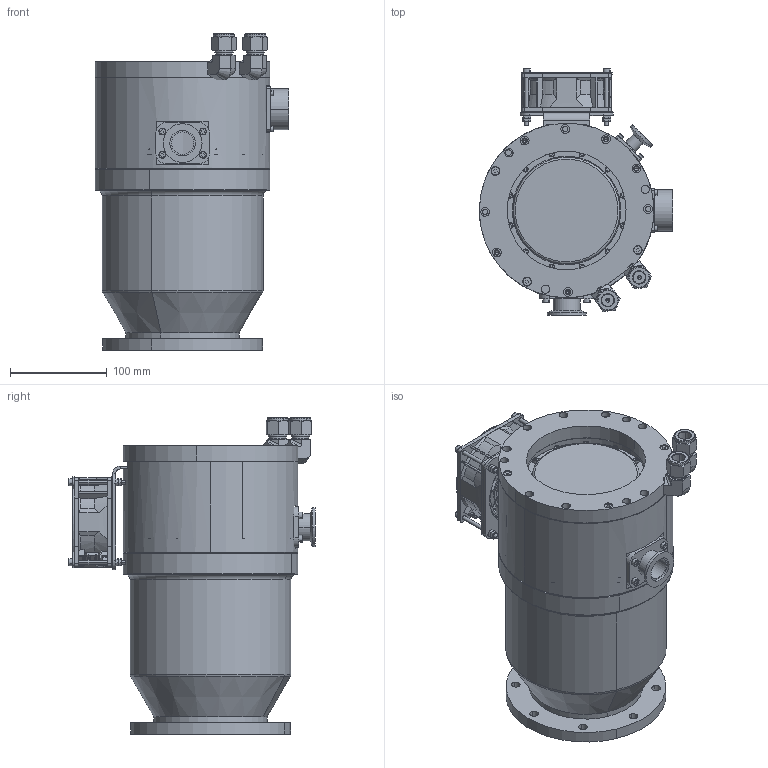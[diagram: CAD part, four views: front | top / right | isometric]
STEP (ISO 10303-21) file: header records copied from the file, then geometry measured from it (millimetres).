
FILE_DESCRIPTION (( 'STEP AP214' ), '1' );
FILE_NAME ('KTP-0304.STEP', '2025-10-13T05:39:40', ( '' ), ( '' ), 'SwSTEP 2.0', 'SolidWorks 2020', '' );
FILE_SCHEMA (( 'AUTOMOTIVE_DESIGN' ));
Length unit declared in the file: millimetre
Products named in the file (37): 4煦眻褒縐杶; 1倰鞠褒蹟譫M4_M4; 掙褲窒璃_ISOB100俋褲; KF10芛湍楊擘諉芛; 4100207500_1__1_2.stp; ﾄﾚﾁﾇﾔｲﾖｷﾂﾝｶ､M6｡ﾁ25｣ｨﾐ｡ﾍｷ｣ｩ_M6｡ﾁ25; 吹扫口组件_KF10头带法兰接头; 瑤脣-導; Oﾐﾍﾃﾜｷ篳ｦ16｡ﾁ2.65_16｡ﾁ2.65; Oﾐﾍﾃﾜｷ篳ｦ150｡ﾁ6_150｡ﾁ3.55; 9238.stp; 内六角圆柱头螺钉M3×8_M3×8; KTP-0304; 4100207500_1__1_1.stp; 瑤脣郪璃-導; 瑞濮價釱; Oﾐﾍﾃﾜｷ篳ｦ100｡ﾁ2.65_100｡ﾁ2.65; 冷却环; ISO-B100俋褲; 内六角圆柱头螺钉M4×10_M4×10; 瑞圮滅誘厙; 菁窒湮躇猾裔; 内六角圆柱头螺钉M4×55_M4×40; 底部封盖组件_底部大密盖; O型密封圈内径37x3; KF25湍楊擘諉芛; 内六角圆柱头螺钉M3×10_M3×10; 基座组件_北方华创397; 4100207500_1__1_ASM.stp; 水冷组件_4分 直角卡套接头; 十字槽沉头螺钉 M5×14_M5×14; 普通平键 A型键 3×3×10_键 3×3×10; 瑞圮蟀諉璃; 齬ァ謂郪璃_KF25堤ァ諳; 瑞濮郪璃; Oﾐﾍﾃﾜｷ篳ｦ31.5｡ﾁ2.65_31.5｡ﾁ2.65; 内六角圆柱头螺钉M5×15_M4×16
Assembly tree (82 placements, depth 6):
  KTP-0304
    基座组件_北方华创397
      瑞濮價釱
      齬ァ謂郪璃_KF25堤ァ諳
        KF25湍楊擘諉芛
        内六角圆柱头螺钉M4×10_M4×10  x4
        Oﾐﾍﾃﾜｷ篳ｦ31.5｡ﾁ2.65_31.5｡ﾁ2.65
      底部封盖组件_底部大密盖
        菁窒湮躇猾裔
        内六角圆柱头螺钉M3×8_M3×8  x12
        Oﾐﾍﾃﾜｷ篳ｦ100｡ﾁ2.65_100｡ﾁ2.65
      普通平键 A型键 3×3×10_键 3×3×10  x2
      瑤脣郪璃-導
        瑤脣-導
        O型密封圈内径37x3
      内六角圆柱头螺钉M3×10_M3×10  x4
      瑞濮郪璃
        9238.stp
          4100207500_1__1_ASM.stp
            4100207500_1__1_1.stp
            4100207500_1__1_2.stp
        瑞圮滅誘厙  x2
        内六角圆柱头螺钉M4×55_M4×40  x4
        瑞圮蟀諉璃
        1倰鞠褒蹟譫M4_M4  x8
        十字槽沉头螺钉 M5×14_M5×14  x4
      吹扫口组件_KF10头带法兰接头
        KF10芛湍楊擘諉芛
        Oﾐﾍﾃﾜｷ篳ｦ16｡ﾁ2.65_16｡ﾁ2.65
        内六角圆柱头螺钉M3×10_M3×10  x4
      水冷组件_4分 直角卡套接头
        冷却环
        内六角圆柱头螺钉M5×15_M4×16  x3
        4煦眻褒縐杶  x2
    掙褲窒璃_ISOB100俋褲
      ISO-B100俋褲
      ﾄﾚﾁﾇﾔｲﾖｷﾂﾝｶ､M6｡ﾁ25｣ｨﾐ｡ﾍｷ｣ｩ_M6｡ﾁ25  x8
      Oﾐﾍﾃﾜｷ篳ｦ150｡ﾁ6_150｡ﾁ3.55
Bounding box: 199.35 x 254.3 x 326.24 mm (x, y, z)
Volume: 2436437.8 mm3; surface area: 666346.8 mm2
Topology: 72 solids, 72 shells, 3163 faces, 7587 edges, 4693 vertices
Faces by surface type: plane 1224, cylinder 1061, cone 524, torus 226, bspline 128
Entity records: 77953 total; most frequent: CARTESIAN_POINT 29253, DIRECTION 9916, ORIENTED_EDGE 9508, EDGE_CURVE 4754, AXIS2_PLACEMENT_3D 3880, VERTEX_POINT 3048, EDGE_LOOP 2376, LINE 2156
